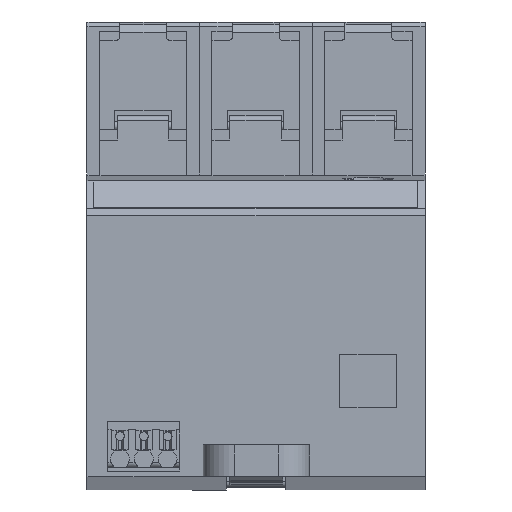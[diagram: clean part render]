
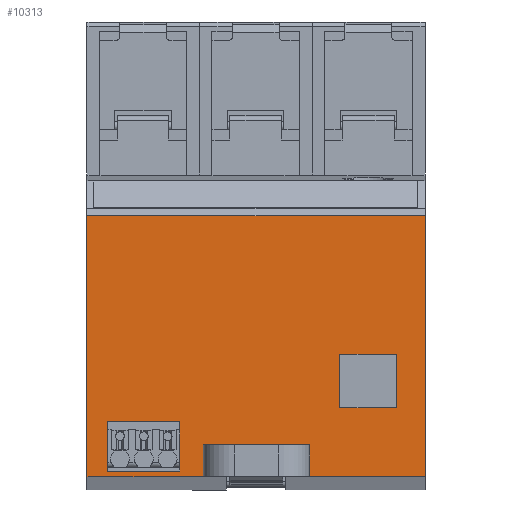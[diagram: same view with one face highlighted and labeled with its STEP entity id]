
A CAD part, front view. The second image highlights one B-rep face of the part: STEP entity #10313.
In plain terms, the highlighted planar face has unit normal (0, -1, 0).
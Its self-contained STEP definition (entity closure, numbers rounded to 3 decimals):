
#10280=AXIS2_PLACEMENT_3D('Plane Axis2P3D',#10277,#10278,#10279) ;
#409=CARTESIAN_POINT('Vertex',(54.,14.267,43.788)) ;
#412=CARTESIAN_POINT('Line Origine',(54.,14.267,22.954)) ;
#416=CARTESIAN_POINT('Vertex',(54.,14.267,2.12)) ;
#698=CARTESIAN_POINT('Vertex',(0.,14.267,2.12)) ;
#701=CARTESIAN_POINT('Line Origine',(0.,14.267,22.954)) ;
#705=CARTESIAN_POINT('Vertex',(0.,14.267,43.788)) ;
#1912=CARTESIAN_POINT('Line Origine',(27.,14.267,43.788)) ;
#1938=CARTESIAN_POINT('Control Point',(33.554,14.267,2.12)) ;
#1939=CARTESIAN_POINT('Control Point',(54.,14.267,2.12)) ;
#1940=CARTESIAN_POINT('Vertex',(33.554,14.267,2.12)) ;
#1944=CARTESIAN_POINT('Control Point',(31.732,14.267,2.12)) ;
#1945=CARTESIAN_POINT('Control Point',(33.554,14.267,2.12)) ;
#1946=CARTESIAN_POINT('Vertex',(31.732,14.267,2.12)) ;
#2047=CARTESIAN_POINT('Vertex',(33.901,14.267,7.202)) ;
#2050=CARTESIAN_POINT('Line Origine',(27.,14.267,7.202)) ;
#2054=CARTESIAN_POINT('Vertex',(20.099,14.267,7.202)) ;
#2564=CARTESIAN_POINT('Vertex',(22.268,14.267,2.12)) ;
#2567=CARTESIAN_POINT('Line Origine',(21.137,14.267,2.12)) ;
#2571=CARTESIAN_POINT('Vertex',(20.006,14.267,2.12)) ;
#2574=CARTESIAN_POINT('Line Origine',(20.005,14.267,2.12)) ;
#2578=CARTESIAN_POINT('Vertex',(20.004,14.267,2.12)) ;
#2581=CARTESIAN_POINT('Line Origine',(18.595,14.267,2.12)) ;
#2585=CARTESIAN_POINT('Vertex',(17.185,14.267,2.12)) ;
#2588=CARTESIAN_POINT('Line Origine',(9.126,14.267,2.12)) ;
#2592=CARTESIAN_POINT('Vertex',(1.067,14.267,2.12)) ;
#2595=CARTESIAN_POINT('Line Origine',(0.534,14.267,2.12)) ;
#4218=CARTESIAN_POINT('Control Point',(31.732,14.267,2.12)) ;
#4219=CARTESIAN_POINT('Control Point',(31.732,14.267,2.554)) ;
#4220=CARTESIAN_POINT('Control Point',(31.732,14.267,2.987)) ;
#4221=CARTESIAN_POINT('Control Point',(31.732,14.267,3.42)) ;
#4222=CARTESIAN_POINT('Control Point',(31.732,14.267,3.854)) ;
#4223=CARTESIAN_POINT('Control Point',(31.732,14.267,4.287)) ;
#4224=CARTESIAN_POINT('Vertex',(31.732,14.267,4.287)) ;
#4326=CARTESIAN_POINT('Vertex',(22.268,14.267,4.287)) ;
#4329=CARTESIAN_POINT('Line Origine',(22.268,14.267,3.204)) ;
#4353=CARTESIAN_POINT('Line Origine',(21.183,14.267,4.287)) ;
#4357=CARTESIAN_POINT('Vertex',(20.099,14.267,4.287)) ;
#4385=CARTESIAN_POINT('Line Origine',(20.099,14.267,5.744)) ;
#4422=CARTESIAN_POINT('Vertex',(33.901,14.267,4.287)) ;
#4425=CARTESIAN_POINT('Line Origine',(33.901,14.267,5.744)) ;
#4456=CARTESIAN_POINT('Line Origine',(32.817,14.267,4.287)) ;
#4474=CARTESIAN_POINT('Vertex',(49.4,14.267,21.716)) ;
#4479=CARTESIAN_POINT('Line Origine',(44.9,14.267,21.716)) ;
#4483=CARTESIAN_POINT('Vertex',(40.4,14.267,21.716)) ;
#4510=CARTESIAN_POINT('Vertex',(49.4,14.267,13.116)) ;
#4515=CARTESIAN_POINT('Line Origine',(49.4,14.267,17.416)) ;
#4537=CARTESIAN_POINT('Vertex',(40.4,14.267,13.116)) ;
#4542=CARTESIAN_POINT('Line Origine',(44.9,14.267,13.116)) ;
#4560=CARTESIAN_POINT('Line Origine',(40.4,14.267,17.416)) ;
#4583=CARTESIAN_POINT('Line Origine',(3.308,14.267,7.072)) ;
#4587=CARTESIAN_POINT('Vertex',(3.308,14.267,10.797)) ;
#4589=CARTESIAN_POINT('Vertex',(3.308,14.267,3.347)) ;
#4635=CARTESIAN_POINT('Vertex',(14.838,14.267,10.797)) ;
#4638=CARTESIAN_POINT('Line Origine',(9.073,14.267,10.797)) ;
#4667=CARTESIAN_POINT('Vertex',(14.838,14.267,3.347)) ;
#4670=CARTESIAN_POINT('Line Origine',(14.838,14.267,7.072)) ;
#4693=CARTESIAN_POINT('Line Origine',(9.073,14.267,3.347)) ;
#10277=CARTESIAN_POINT('Axis2P3D Location',(29.01,14.267,7.202)) ;
#413=DIRECTION('Vector Direction',(0.,0.,1.)) ;
#702=DIRECTION('Vector Direction',(0.,0.,-1.)) ;
#1913=DIRECTION('Vector Direction',(-1.,0.,0.)) ;
#2051=DIRECTION('Vector Direction',(-1.,0.,0.)) ;
#2568=DIRECTION('Vector Direction',(-1.,0.,0.)) ;
#2575=DIRECTION('Vector Direction',(-1.,0.,0.)) ;
#2582=DIRECTION('Vector Direction',(-1.,0.,0.)) ;
#2589=DIRECTION('Vector Direction',(-1.,0.,0.)) ;
#2596=DIRECTION('Vector Direction',(1.,0.,0.)) ;
#4330=DIRECTION('Vector Direction',(0.,0.,1.)) ;
#4354=DIRECTION('Vector Direction',(-1.,0.,0.)) ;
#4386=DIRECTION('Vector Direction',(0.,0.,1.)) ;
#4426=DIRECTION('Vector Direction',(0.,0.,-1.)) ;
#4457=DIRECTION('Vector Direction',(1.,0.,0.)) ;
#4480=DIRECTION('Vector Direction',(-1.,0.,0.)) ;
#4516=DIRECTION('Vector Direction',(0.,0.,1.)) ;
#4543=DIRECTION('Vector Direction',(1.,0.,0.)) ;
#4561=DIRECTION('Vector Direction',(0.,0.,-1.)) ;
#4584=DIRECTION('Vector Direction',(0.,0.,-1.)) ;
#4639=DIRECTION('Vector Direction',(1.,0.,0.)) ;
#4671=DIRECTION('Vector Direction',(0.,0.,-1.)) ;
#4694=DIRECTION('Vector Direction',(1.,0.,0.)) ;
#10278=DIRECTION('Axis2P3D Direction',(0.,-1.,0.)) ;
#10279=DIRECTION('Axis2P3D XDirection',(1.,0.,0.)) ;
#414=VECTOR('Line Direction',#413,1.) ;
#703=VECTOR('Line Direction',#702,1.) ;
#1914=VECTOR('Line Direction',#1913,1.) ;
#2052=VECTOR('Line Direction',#2051,1.) ;
#2569=VECTOR('Line Direction',#2568,1.) ;
#2576=VECTOR('Line Direction',#2575,1.) ;
#2583=VECTOR('Line Direction',#2582,1.) ;
#2590=VECTOR('Line Direction',#2589,1.) ;
#2597=VECTOR('Line Direction',#2596,1.) ;
#4331=VECTOR('Line Direction',#4330,1.) ;
#4355=VECTOR('Line Direction',#4354,1.) ;
#4387=VECTOR('Line Direction',#4386,1.) ;
#4427=VECTOR('Line Direction',#4426,1.) ;
#4458=VECTOR('Line Direction',#4457,1.) ;
#4481=VECTOR('Line Direction',#4480,1.) ;
#4517=VECTOR('Line Direction',#4516,1.) ;
#4544=VECTOR('Line Direction',#4543,1.) ;
#4562=VECTOR('Line Direction',#4561,1.) ;
#4585=VECTOR('Line Direction',#4584,1.) ;
#4640=VECTOR('Line Direction',#4639,1.) ;
#4672=VECTOR('Line Direction',#4671,1.) ;
#4695=VECTOR('Line Direction',#4694,1.) ;
#10283=ORIENTED_EDGE('',*,*,#4226,.F.) ;
#10284=ORIENTED_EDGE('',*,*,#1948,.T.) ;
#10285=ORIENTED_EDGE('',*,*,#1942,.T.) ;
#10286=ORIENTED_EDGE('',*,*,#418,.T.) ;
#10287=ORIENTED_EDGE('',*,*,#1916,.T.) ;
#10288=ORIENTED_EDGE('',*,*,#707,.T.) ;
#10289=ORIENTED_EDGE('',*,*,#2599,.T.) ;
#10290=ORIENTED_EDGE('',*,*,#2594,.T.) ;
#10291=ORIENTED_EDGE('',*,*,#2587,.F.) ;
#10292=ORIENTED_EDGE('',*,*,#2580,.F.) ;
#10293=ORIENTED_EDGE('',*,*,#2573,.F.) ;
#10294=ORIENTED_EDGE('',*,*,#4333,.F.) ;
#10295=ORIENTED_EDGE('',*,*,#4359,.F.) ;
#10296=ORIENTED_EDGE('',*,*,#4389,.F.) ;
#10297=ORIENTED_EDGE('',*,*,#2056,.F.) ;
#10298=ORIENTED_EDGE('',*,*,#4429,.T.) ;
#10299=ORIENTED_EDGE('',*,*,#4460,.F.) ;
#10302=ORIENTED_EDGE('',*,*,#4642,.T.) ;
#10303=ORIENTED_EDGE('',*,*,#4674,.T.) ;
#10304=ORIENTED_EDGE('',*,*,#4697,.F.) ;
#10305=ORIENTED_EDGE('',*,*,#4591,.F.) ;
#10308=ORIENTED_EDGE('',*,*,#4485,.F.) ;
#10309=ORIENTED_EDGE('',*,*,#4519,.F.) ;
#10310=ORIENTED_EDGE('',*,*,#4546,.F.) ;
#10311=ORIENTED_EDGE('',*,*,#4564,.F.) ;
#10306=FACE_BOUND('',#10301,.T.) ;
#10312=FACE_BOUND('',#10307,.T.) ;
#10313=ADVANCED_FACE('SOCKEL',(#10300,#10306,#10312),#10281,.T.) ;
#1937=B_SPLINE_CURVE_WITH_KNOTS('',1,(#1938,#1939),.UNSPECIFIED.,.F.,.U.,(2,2),(1.822,22.268),.UNSPECIFIED.) ;
#1943=B_SPLINE_CURVE_WITH_KNOTS('',1,(#1944,#1945),.UNSPECIFIED.,.F.,.U.,(2,2),(0.,1.822),.UNSPECIFIED.) ;
#4217=B_SPLINE_CURVE_WITH_KNOTS('',5,(#4218,#4219,#4220,#4221,#4222,#4223),.UNSPECIFIED.,.F.,.U.,(6,6),(0.,2.167),.UNSPECIFIED.) ;
#418=EDGE_CURVE('',#417,#410,#415,.T.) ;
#707=EDGE_CURVE('',#706,#699,#704,.T.) ;
#1916=EDGE_CURVE('',#410,#706,#1915,.T.) ;
#1942=EDGE_CURVE('',#1941,#417,#1937,.T.) ;
#1948=EDGE_CURVE('',#1947,#1941,#1943,.T.) ;
#2056=EDGE_CURVE('',#2048,#2055,#2053,.T.) ;
#2573=EDGE_CURVE('',#2565,#2572,#2570,.T.) ;
#2580=EDGE_CURVE('',#2572,#2579,#2577,.T.) ;
#2587=EDGE_CURVE('',#2579,#2586,#2584,.T.) ;
#2594=EDGE_CURVE('',#2593,#2586,#2591,.F.) ;
#2599=EDGE_CURVE('',#699,#2593,#2598,.T.) ;
#4226=EDGE_CURVE('',#1947,#4225,#4217,.T.) ;
#4333=EDGE_CURVE('',#4327,#2565,#4332,.F.) ;
#4359=EDGE_CURVE('',#4358,#4327,#4356,.F.) ;
#4389=EDGE_CURVE('',#2055,#4358,#4388,.F.) ;
#4429=EDGE_CURVE('',#2048,#4423,#4428,.T.) ;
#4460=EDGE_CURVE('',#4225,#4423,#4459,.T.) ;
#4485=EDGE_CURVE('',#4475,#4484,#4482,.T.) ;
#4519=EDGE_CURVE('',#4511,#4475,#4518,.T.) ;
#4546=EDGE_CURVE('',#4538,#4511,#4545,.T.) ;
#4564=EDGE_CURVE('',#4484,#4538,#4563,.T.) ;
#4591=EDGE_CURVE('',#4588,#4590,#4586,.T.) ;
#4642=EDGE_CURVE('',#4588,#4636,#4641,.T.) ;
#4674=EDGE_CURVE('',#4636,#4668,#4673,.T.) ;
#4697=EDGE_CURVE('',#4590,#4668,#4696,.T.) ;
#10282=EDGE_LOOP('',(#10283,#10284,#10285,#10286,#10287,#10288,#10289,#10290,#10291,#10292,#10293,#10294,#10295,#10296,#10297,#10298,#10299)) ;
#10301=EDGE_LOOP('',(#10302,#10303,#10304,#10305)) ;
#10307=EDGE_LOOP('',(#10308,#10309,#10310,#10311)) ;
#10300=FACE_OUTER_BOUND('',#10282,.T.) ;
#415=LINE('Line',#412,#414) ;
#704=LINE('Line',#701,#703) ;
#1915=LINE('Line',#1912,#1914) ;
#2053=LINE('Line',#2050,#2052) ;
#2570=LINE('Line',#2567,#2569) ;
#2577=LINE('Line',#2574,#2576) ;
#2584=LINE('Line',#2581,#2583) ;
#2591=LINE('Line',#2588,#2590) ;
#2598=LINE('Line',#2595,#2597) ;
#4332=LINE('Line',#4329,#4331) ;
#4356=LINE('Line',#4353,#4355) ;
#4388=LINE('Line',#4385,#4387) ;
#4428=LINE('Line',#4425,#4427) ;
#4459=LINE('Line',#4456,#4458) ;
#4482=LINE('Line',#4479,#4481) ;
#4518=LINE('Line',#4515,#4517) ;
#4545=LINE('Line',#4542,#4544) ;
#4563=LINE('Line',#4560,#4562) ;
#4586=LINE('Line',#4583,#4585) ;
#4641=LINE('Line',#4638,#4640) ;
#4673=LINE('Line',#4670,#4672) ;
#4696=LINE('Line',#4693,#4695) ;
#10281=PLANE('',#10280) ;
#410=VERTEX_POINT('',#409) ;
#417=VERTEX_POINT('',#416) ;
#699=VERTEX_POINT('',#698) ;
#706=VERTEX_POINT('',#705) ;
#1941=VERTEX_POINT('',#1940) ;
#1947=VERTEX_POINT('',#1946) ;
#2048=VERTEX_POINT('',#2047) ;
#2055=VERTEX_POINT('',#2054) ;
#2565=VERTEX_POINT('',#2564) ;
#2572=VERTEX_POINT('',#2571) ;
#2579=VERTEX_POINT('',#2578) ;
#2586=VERTEX_POINT('',#2585) ;
#2593=VERTEX_POINT('',#2592) ;
#4225=VERTEX_POINT('',#4224) ;
#4327=VERTEX_POINT('',#4326) ;
#4358=VERTEX_POINT('',#4357) ;
#4423=VERTEX_POINT('',#4422) ;
#4475=VERTEX_POINT('',#4474) ;
#4484=VERTEX_POINT('',#4483) ;
#4511=VERTEX_POINT('',#4510) ;
#4538=VERTEX_POINT('',#4537) ;
#4588=VERTEX_POINT('',#4587) ;
#4590=VERTEX_POINT('',#4589) ;
#4636=VERTEX_POINT('',#4635) ;
#4668=VERTEX_POINT('',#4667) ;
